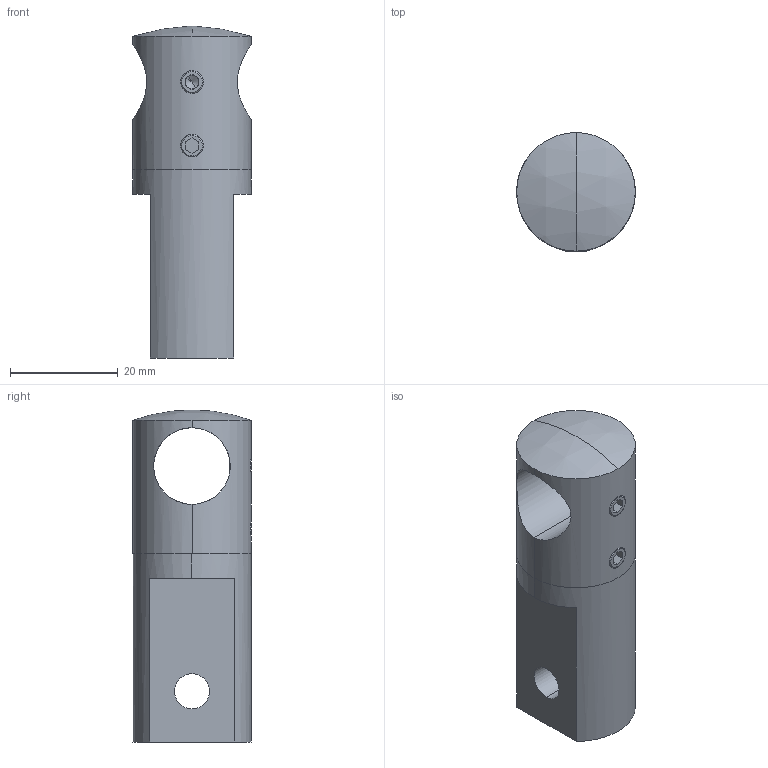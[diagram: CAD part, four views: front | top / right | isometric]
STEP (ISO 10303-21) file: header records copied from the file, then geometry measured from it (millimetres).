
FILE_DESCRIPTION (( 'STEP AP203' ), '1' );
FILE_NAME ('50462-240.step', '2020-10-14T07:52:04', ( '' ), ( '' ), 'SwSTEP 2.0', 'SolidWorks 2018', '' );
FILE_SCHEMA (( 'CONFIG_CONTROL_DESIGN' ));
Length unit declared in the file: millimetre
Products named in the file (10): DIN914; 50462-240; DIN913_DIN 913 M5x4; DIN913; 5046X-240 Teil2; 5046X-240 Teil2_50462-240 Teil2; 5046X-240 Teil1_5046X-240 Teil1; 5046X-240 Teil1; DIN914_DIN 914 M5x4
Assembly tree (6 placements, depth 2):
  50462-240
    DIN913
    DIN914
  50462-240
    5046X-240 Teil1_5046X-240 Teil1
    5046X-240 Teil2_50462-240 Teil2
    DIN913_DIN 913 M5x4
    DIN914_DIN 914 M5x4
  5046X-240 Teil2
  5046X-240 Teil1
Bounding box: 22 x 22 x 61.6 mm (x, y, z)
Volume: 16813.5 mm3; surface area: 7271 mm2
Topology: 4 solids, 4 shells, 306 faces, 794 edges, 513 vertices
Faces by surface type: plane 136, bspline 95, cylinder 53, cone 20, sphere 2
Entity records: 17116 total; most frequent: CARTESIAN_POINT 9326, ORIENTED_EDGE 1576, DIRECTION 1150, EDGE_CURVE 788, VERTEX_POINT 509, LINE 400, VECTOR 400, AXIS2_PLACEMENT_3D 375
